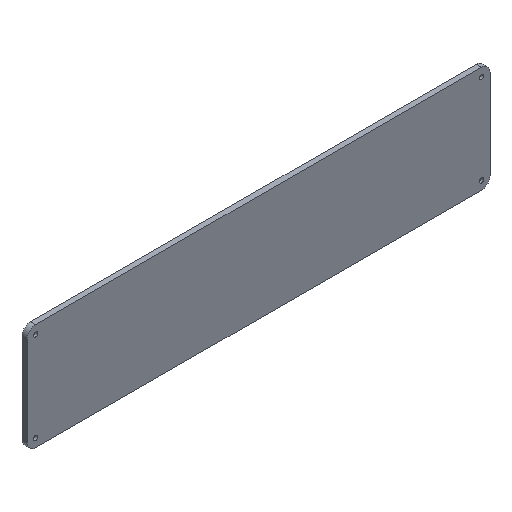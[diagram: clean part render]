
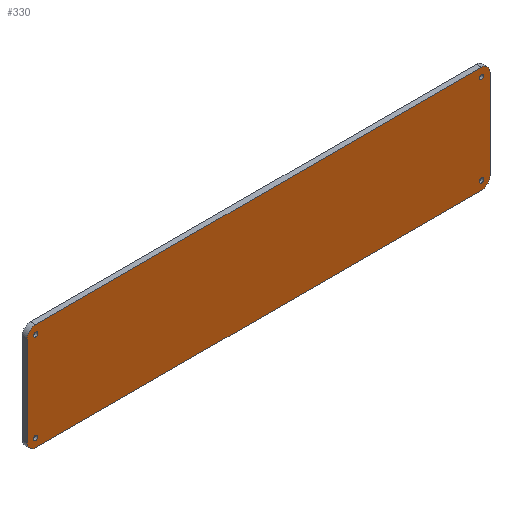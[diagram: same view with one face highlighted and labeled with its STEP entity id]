
A CAD part, isometric view. The second image highlights one B-rep face of the part: STEP entity #330.
In plain terms, the highlighted planar face has unit normal (0, -1, 0).
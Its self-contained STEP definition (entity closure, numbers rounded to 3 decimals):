
#27=FACE_BOUND('',#77,.T.);
#28=FACE_BOUND('',#78,.T.);
#29=FACE_BOUND('',#79,.T.);
#30=FACE_BOUND('',#80,.T.);
#36=PLANE('',#382);
#54=FACE_OUTER_BOUND('',#76,.T.);
#76=EDGE_LOOP('',(#297,#298,#299,#300,#301,#302,#303,#304));
#77=EDGE_LOOP('',(#305));
#78=EDGE_LOOP('',(#306));
#79=EDGE_LOOP('',(#307));
#80=EDGE_LOOP('',(#308));
#93=LINE('',#546,#117);
#97=LINE('',#555,#121);
#100=LINE('',#563,#124);
#103=LINE('',#571,#127);
#117=VECTOR('',#449,10.);
#121=VECTOR('',#459,10.);
#124=VECTOR('',#468,10.);
#127=VECTOR('',#477,10.);
#138=CIRCLE('',#357,1.25);
#140=CIRCLE('',#361,1.25);
#142=CIRCLE('',#365,1.25);
#144=CIRCLE('',#369,1.25);
#145=CIRCLE('',#372,5.);
#146=CIRCLE('',#375,5.);
#147=CIRCLE('',#378,5.);
#148=CIRCLE('',#381,5.);
#162=VERTEX_POINT('',#516);
#164=VERTEX_POINT('',#524);
#166=VERTEX_POINT('',#532);
#168=VERTEX_POINT('',#540);
#169=VERTEX_POINT('',#544);
#170=VERTEX_POINT('',#545);
#171=VERTEX_POINT('',#550);
#172=VERTEX_POINT('',#554);
#173=VERTEX_POINT('',#558);
#174=VERTEX_POINT('',#562);
#175=VERTEX_POINT('',#566);
#176=VERTEX_POINT('',#570);
#192=EDGE_CURVE('',#162,#162,#138,.T.);
#196=EDGE_CURVE('',#164,#164,#140,.T.);
#200=EDGE_CURVE('',#166,#166,#142,.T.);
#204=EDGE_CURVE('',#168,#168,#144,.T.);
#205=EDGE_CURVE('',#169,#170,#93,.T.);
#208=EDGE_CURVE('',#171,#170,#145,.T.);
#210=EDGE_CURVE('',#171,#172,#97,.T.);
#212=EDGE_CURVE('',#173,#172,#146,.T.);
#214=EDGE_CURVE('',#173,#174,#100,.T.);
#216=EDGE_CURVE('',#175,#174,#147,.T.);
#218=EDGE_CURVE('',#175,#176,#103,.T.);
#220=EDGE_CURVE('',#169,#176,#148,.T.);
#297=ORIENTED_EDGE('',*,*,#220,.F.);
#298=ORIENTED_EDGE('',*,*,#205,.T.);
#299=ORIENTED_EDGE('',*,*,#208,.F.);
#300=ORIENTED_EDGE('',*,*,#210,.T.);
#301=ORIENTED_EDGE('',*,*,#212,.F.);
#302=ORIENTED_EDGE('',*,*,#214,.T.);
#303=ORIENTED_EDGE('',*,*,#216,.F.);
#304=ORIENTED_EDGE('',*,*,#218,.T.);
#305=ORIENTED_EDGE('',*,*,#192,.F.);
#306=ORIENTED_EDGE('',*,*,#204,.F.);
#307=ORIENTED_EDGE('',*,*,#196,.F.);
#308=ORIENTED_EDGE('',*,*,#200,.F.);
#330=ADVANCED_FACE('',(#54,#27,#28,#29,#30),#36,.F.);
#357=AXIS2_PLACEMENT_3D('',#518,#415,#416);
#361=AXIS2_PLACEMENT_3D('',#526,#425,#426);
#365=AXIS2_PLACEMENT_3D('',#534,#435,#436);
#369=AXIS2_PLACEMENT_3D('',#542,#445,#446);
#372=AXIS2_PLACEMENT_3D('',#551,#454,#455);
#375=AXIS2_PLACEMENT_3D('',#559,#463,#464);
#378=AXIS2_PLACEMENT_3D('',#567,#472,#473);
#381=AXIS2_PLACEMENT_3D('',#574,#481,#482);
#382=AXIS2_PLACEMENT_3D('',#575,#483,#484);
#415=DIRECTION('center_axis',(0.,-1.,0.));
#416=DIRECTION('ref_axis',(1.,0.,0.));
#425=DIRECTION('center_axis',(0.,-1.,0.));
#426=DIRECTION('ref_axis',(1.,0.,0.));
#435=DIRECTION('center_axis',(0.,-1.,0.));
#436=DIRECTION('ref_axis',(1.,0.,0.));
#445=DIRECTION('center_axis',(0.,-1.,0.));
#446=DIRECTION('ref_axis',(1.,0.,0.));
#449=DIRECTION('',(1.,0.,0.));
#454=DIRECTION('center_axis',(0.,1.,0.));
#455=DIRECTION('ref_axis',(1.,0.,0.));
#459=DIRECTION('',(0.,0.,1.));
#463=DIRECTION('center_axis',(0.,1.,0.));
#464=DIRECTION('ref_axis',(0.,0.,1.));
#468=DIRECTION('',(-1.,0.,0.));
#472=DIRECTION('center_axis',(0.,1.,0.));
#473=DIRECTION('ref_axis',(-1.,0.,0.));
#477=DIRECTION('',(0.,0.,-1.));
#481=DIRECTION('center_axis',(0.,1.,0.));
#482=DIRECTION('ref_axis',(0.,0.,-1.));
#483=DIRECTION('center_axis',(0.,1.,0.));
#484=DIRECTION('ref_axis',(1.,0.,0.));
#516=CARTESIAN_POINT('',(-132.,0.,26.25));
#518=CARTESIAN_POINT('Origin',(-130.75,0.,26.25));
#524=CARTESIAN_POINT('',(129.5,0.,26.25));
#526=CARTESIAN_POINT('Origin',(130.75,0.,26.25));
#532=CARTESIAN_POINT('',(129.5,0.,-26.25));
#534=CARTESIAN_POINT('Origin',(130.75,0.,-26.25));
#540=CARTESIAN_POINT('',(-132.,0.,-26.25));
#542=CARTESIAN_POINT('Origin',(-130.75,0.,-26.25));
#544=CARTESIAN_POINT('',(-130.75,0.,-31.25));
#545=CARTESIAN_POINT('',(130.75,0.,-31.25));
#546=CARTESIAN_POINT('',(-130.75,0.,-31.25));
#550=CARTESIAN_POINT('',(135.75,0.,-26.25));
#551=CARTESIAN_POINT('Origin',(130.75,0.,-26.25));
#554=CARTESIAN_POINT('',(135.75,0.,26.25));
#555=CARTESIAN_POINT('',(135.75,0.,-26.25));
#558=CARTESIAN_POINT('',(130.75,0.,31.25));
#559=CARTESIAN_POINT('Origin',(130.75,0.,26.25));
#562=CARTESIAN_POINT('',(-130.75,0.,31.25));
#563=CARTESIAN_POINT('',(130.75,0.,31.25));
#566=CARTESIAN_POINT('',(-135.75,0.,26.25));
#567=CARTESIAN_POINT('Origin',(-130.75,0.,26.25));
#570=CARTESIAN_POINT('',(-135.75,0.,-26.25));
#571=CARTESIAN_POINT('',(-135.75,0.,26.25));
#574=CARTESIAN_POINT('Origin',(-130.75,0.,-26.25));
#575=CARTESIAN_POINT('Origin',(0.,0.,0.));
